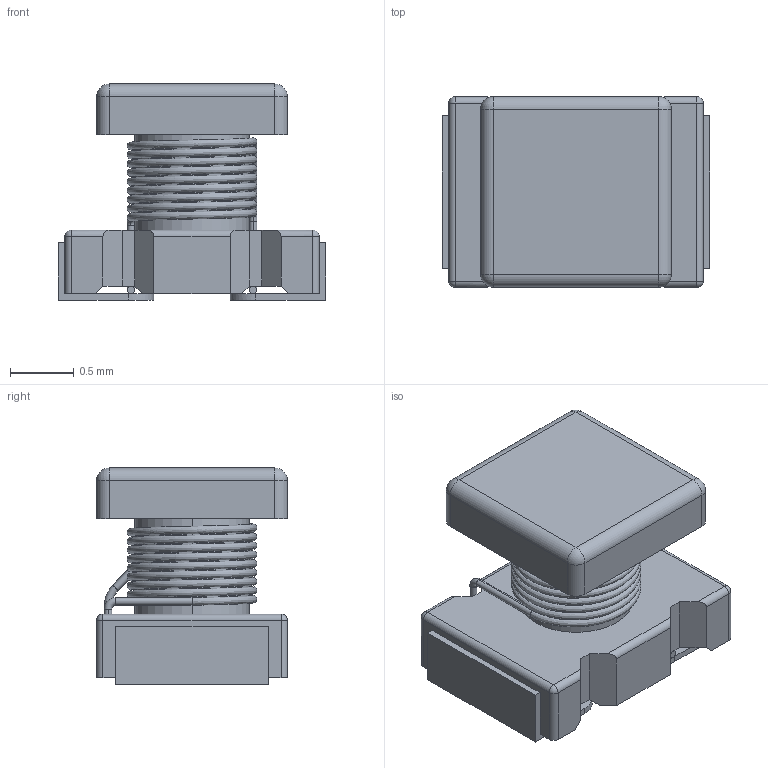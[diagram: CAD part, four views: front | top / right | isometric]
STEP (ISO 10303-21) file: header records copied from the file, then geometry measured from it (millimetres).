
FILE_DESCRIPTION (( 'STEP AP214' ), '1' );
FILE_NAME ('F79C0AD8-B14D-4C57-AE99-37CF879C3534.STEP', '2023-10-14T21:28:01', ( '' ), ( '' ), 'SwSTEP 2.0', 'SolidWorks 2022', '' );
FILE_SCHEMA (( 'AUTOMOTIVE_DESIGN' ));
Length unit declared in the file: millimetre
Products named in the file (1): F79C0AD8-B14D-4C57-AE99-37CF879C3534
Bounding box: 2.1 x 1.5 x 1.7 mm (x, y, z)
Volume: 3 mm3; surface area: 25 mm2
Topology: 2 solids, 2 shells, 112 faces, 292 edges, 168 vertices
Faces by surface type: plane 54, cylinder 40, sphere 8, torus 8, bspline 2
Entity records: 6437 total; most frequent: CARTESIAN_POINT 2483, DIRECTION 568, ORIENTED_EDGE 560, EDGE_CURVE 280, AXIS2_PLACEMENT_3D 196, VECTOR 176, LINE 176, VERTEX_POINT 168
